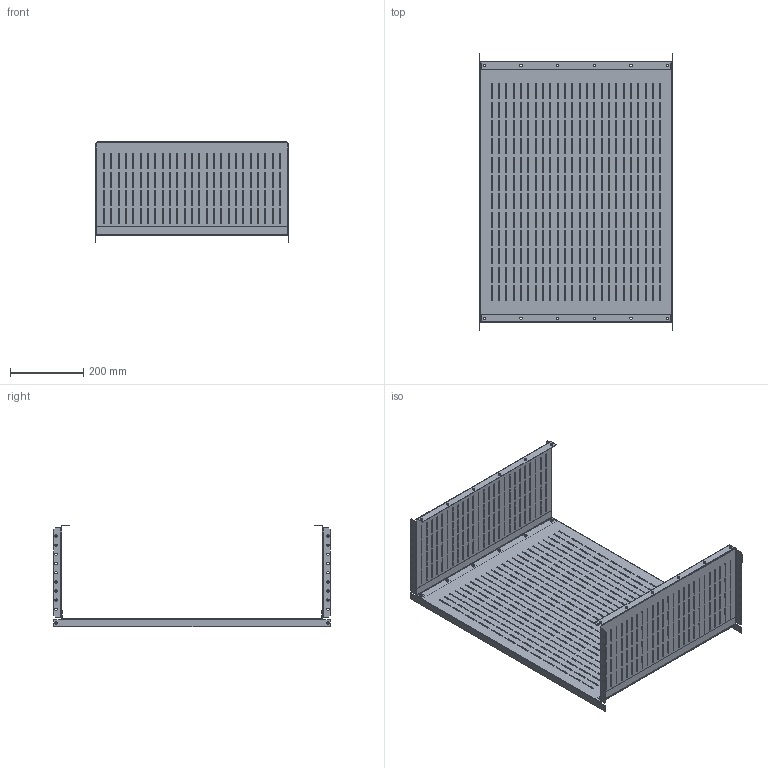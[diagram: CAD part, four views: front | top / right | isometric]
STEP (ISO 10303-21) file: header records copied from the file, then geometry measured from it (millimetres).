
FILE_DESCRIPTION (( 'STEP AP214' ), '1' );
FILE_NAME ('ÌÈ-2542.00.00.000 Ïåðåãîðîäêè äëÿ ñáîðêè ãîðèç. øèí Ø600 Ã800 FORT PROxima.STEP', '2023-03-23T13:40:40', ( '' ), ( '' ), 'SwSTEP 2.0', 'SolidWorks 2021', '' );
FILE_SCHEMA (( 'AUTOMOTIVE_DESIGN' ));
Length unit declared in the file: millimetre
Products named in the file (3): ÌÈ-2542.01.00.002 Ýêðàí; ÌÈ-2542.00.00.000 Ïåðåãîðîäêè äëÿ ñáîðêè ãîðèç. øèí Ø600 Ã800 FORT PROxima; ÌÈ-2542.01.00.001 Ïåðåãîðîäêà
Assembly tree (3 placements, depth 2):
  ÌÈ-2542.00.00.000 Ïåðåãîðîäêè äëÿ ñáîðêè ãîðèç. øèí Ø600 Ã800 FORT PROxima
    ÌÈ-2542.01.00.001 Ïåðåãîðîäêà
    ÌÈ-2542.01.00.002 Ýêðàí  x2
Bounding box: 526 x 755 x 276 mm (x, y, z)
Volume: 716110.8 mm3; surface area: 1482222.9 mm2
Topology: 3 solids, 3 shells, 2270 faces, 6696 edges, 4432 vertices
Faces by surface type: plane 2118, cylinder 152
Entity records: 59438 total; most frequent: CARTESIAN_POINT 10418, ORIENTED_EDGE 10408, DIRECTION 8904, EDGE_CURVE 5204, LINE 5036, VECTOR 5036, VERTEX_POINT 3448, EDGE_LOOP 2628
